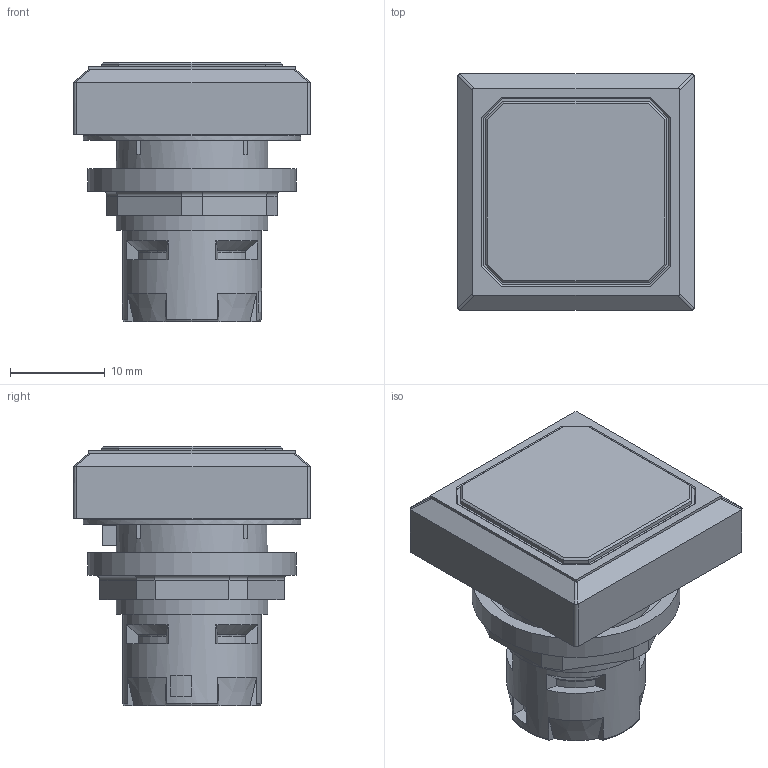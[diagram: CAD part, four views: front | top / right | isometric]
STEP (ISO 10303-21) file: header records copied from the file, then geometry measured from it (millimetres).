
FILE_DESCRIPTION(/* description */ (''),/* implementation_level */ '2;1');
FILE_NAME(/* name */ 'OKT(M).stp',/* time_stamp */ '2015-04-01T07:32:02+02:00',/* author */ ('thagel'),/* organization */ (''),/* preprocessor_version */ 'ST-DEVELOPER v15.2',/* originating_system */ 'Autodesk Inventor 2014',/* authorisation */ '');
FILE_SCHEMA (('AUTOMOTIVE_DESIGN { 1 0 10303 214 3 1 1 }'));
Length unit declared in the file: centimetre
Products named in the file (1): 3D-Zeichnungen vereinfacht für Kunden
Bounding box: 25 x 25 x 27.45 mm (x, y, z)
Volume: 8637.9 mm3; surface area: 4411.1 mm2
Topology: 1 solids, 2 shells, 294 faces, 766 edges, 481 vertices
Faces by surface type: plane 229, cylinder 43, cone 14, torus 8
Full cylindrical faces by diameter (mm): 12.1 x1, 14.7 x1, 16 x2, 16.15 x1, 16.5 x1, 19.5 x1, 22 x1, 23 x1
Entity records: 8785 total; most frequent: CARTESIAN_POINT 1623, ORIENTED_EDGE 1492, DIRECTION 1460, EDGE_CURVE 746, LINE 554, VECTOR 554, VERTEX_POINT 474, AXIS2_PLACEMENT_3D 453
